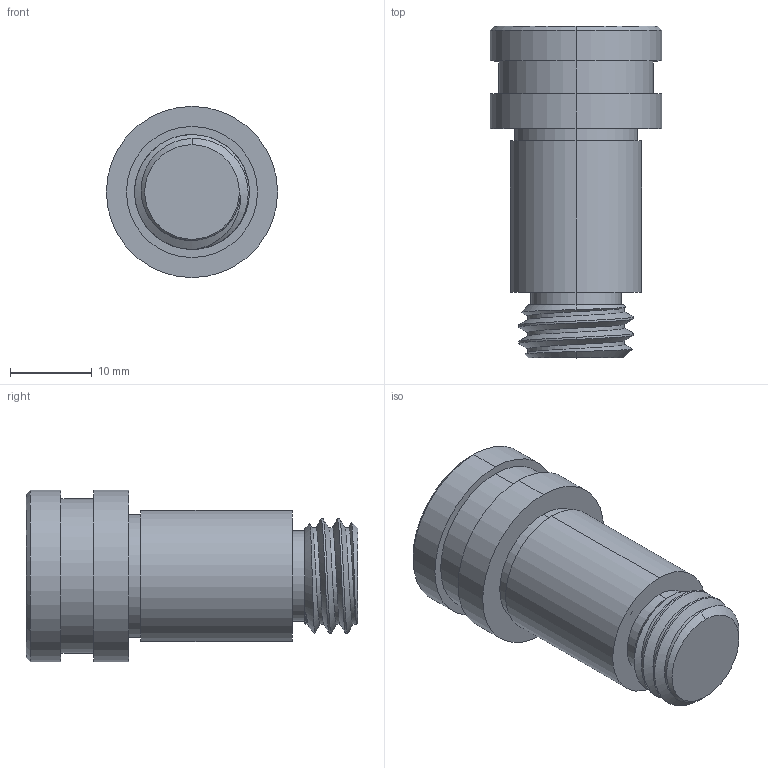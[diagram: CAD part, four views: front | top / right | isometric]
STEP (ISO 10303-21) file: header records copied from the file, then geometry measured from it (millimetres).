
FILE_DESCRIPTION (( 'STEP AP214' ), '1' );
FILE_NAME ('15.250.518.STEP', '2020-08-17T20:10:20', ( '' ), ( '' ), 'SwSTEP 2.0', 'SolidWorks 2020', '' );
FILE_SCHEMA (( 'AUTOMOTIVE_DESIGN' ));
Length unit declared in the file: millimetre
Products named in the file (1): 15.250.518
Bounding box: 20.9 x 40.5 x 20.9 mm (x, y, z)
Volume: 7785 mm3; surface area: 3454.5 mm2
Topology: 1 solids, 1 shells, 46 faces, 105 edges, 69 vertices
Faces by surface type: cylinder 18, plane 16, cone 7, bspline 5
Entity records: 2996 total; most frequent: CARTESIAN_POINT 1973, ORIENTED_EDGE 210, DIRECTION 193, EDGE_CURVE 105, AXIS2_PLACEMENT_3D 75, VERTEX_POINT 69, EDGE_LOOP 54, ADVANCED_FACE 46
